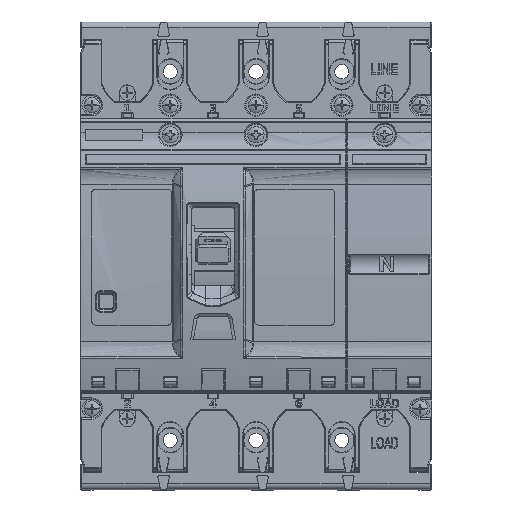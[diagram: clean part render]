
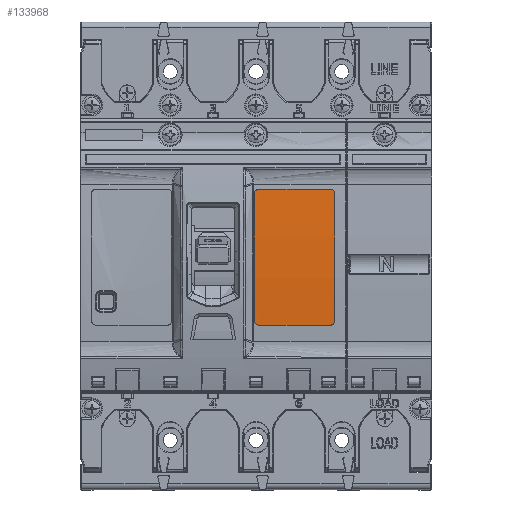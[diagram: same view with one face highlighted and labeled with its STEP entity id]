
A CAD part, top view. The second image highlights one B-rep face of the part: STEP entity #133968.
In plain terms, the highlighted cylindrical face has radius 381.945 mm (diameter 763.891 mm), a partial arc.
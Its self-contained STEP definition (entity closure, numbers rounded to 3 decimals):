
#1499 = B_SPLINE_CURVE_WITH_KNOTS ( 'NONE', 3,
 ( #206466, #128555, #62785, #22279, #249462, #230542, #27649, #226605, #24989, #231886 ),
 .UNSPECIFIED., .F., .F.,
 ( 4, 2, 2, 2, 4 ),
 ( 0., 0.25, 0.5, 0.75, 1. ),
 .UNSPECIFIED. ) ;
#1920 = VECTOR ( 'NONE', #234368, 1000. ) ;
#14131 = CARTESIAN_POINT ( 'NONE',  ( 78.683, 105.05, 15.674 ) ) ;
#18721 = CARTESIAN_POINT ( 'NONE',  ( -43.499, 85.011, -365.746 ) ) ;
#20701 = DIRECTION ( 'NONE',  ( -1., 0., 0. ) ) ;
#20773 = DIRECTION ( 'NONE',  ( 0., 0.049, 0.999 ) ) ;
#22047 = DIRECTION ( 'NONE',  ( 0., -0.068, 0.998 ) ) ;
#22279 = CARTESIAN_POINT ( 'NONE',  ( 61.192, 104.86, 15.683 ) ) ;
#24968 = CARTESIAN_POINT ( 'NONE',  ( 87.249, 105.05, 15.674 ) ) ;
#24989 = CARTESIAN_POINT ( 'NONE',  ( 60.45, 103.749, 15.74 ) ) ;
#26176 = LINE ( 'NONE', #147275, #1920 ) ;
#27649 = CARTESIAN_POINT ( 'NONE',  ( 60.64, 104.308, 15.712 ) ) ;
#29101 = CARTESIAN_POINT ( 'NONE',  ( 87.05, 57.55, 15.211 ) ) ;
#30242 = VERTEX_POINT ( 'NONE', #219023 ) ;
#35203 = VERTEX_POINT ( 'NONE', #145449 ) ;
#38399 = CARTESIAN_POINT ( 'NONE',  ( 61.95, 57.55, 15.211 ) ) ;
#42285 = CARTESIAN_POINT ( 'NONE',  ( 88.551, 85.011, -365.746 ) ) ;
#43878 = CARTESIAN_POINT ( 'NONE',  ( 87.05, 105.05, 15.674 ) ) ;
#45170 = CARTESIAN_POINT ( 'NONE',  ( 88.512, 103.941, 15.73 ) ) ;
#45211 = CIRCLE ( 'NONE', #221037, 381.945 ) ;
#47541 = ORIENTED_EDGE ( 'NONE', *, *, #150948, .T. ) ;
#48160 = CARTESIAN_POINT ( 'NONE',  ( 60.45, 103.55, 15.749 ) ) ;
#53855 = FACE_OUTER_BOUND ( 'NONE', #244951, .T. ) ;
#54394 = EDGE_CURVE ( 'NONE', #183973, #30242, #26176, .T. ) ;
#55939 = CARTESIAN_POINT ( 'NONE',  ( 61.56, 57.588, 15.214 ) ) ;
#57098 = CARTESIAN_POINT ( 'NONE',  ( 88.55, 103.55, 15.749 ) ) ;
#57230 = CARTESIAN_POINT ( 'NONE',  ( 70.317, 105.05, 15.674 ) ) ;
#59946 = CARTESIAN_POINT ( 'NONE',  ( 61.03, 57.848, 15.233 ) ) ;
#62785 = CARTESIAN_POINT ( 'NONE',  ( 61.56, 105.012, 15.676 ) ) ;
#68026 = CARTESIAN_POINT ( 'NONE',  ( 87.05, 105.05, 15.674 ) ) ;
#73412 = CARTESIAN_POINT ( 'NONE',  ( 87.97, 57.849, 15.233 ) ) ;
#76054 = CARTESIAN_POINT ( 'NONE',  ( 60.488, 58.659, 15.289 ) ) ;
#86950 = CARTESIAN_POINT ( 'NONE',  ( 87.05, 57.55, 15.211 ) ) ;
#90248 = VERTEX_POINT ( 'NONE', #43878 ) ;
#93456 = ORIENTED_EDGE ( 'NONE', *, *, #221812, .T. ) ;
#93496 = ORIENTED_EDGE ( 'NONE', *, *, #162887, .F. ) ;
#96228 = CARTESIAN_POINT ( 'NONE',  ( 60.749, 58.129, 15.252 ) ) ;
#103469 = DIRECTION ( 'NONE',  ( 1., 0., 0. ) ) ;
#108305 = EDGE_CURVE ( 'NONE', #35203, #30242, #263733, .T. ) ;
#108329 = CARTESIAN_POINT ( 'NONE',  ( 87.97, 104.751, 15.689 ) ) ;
#110857 = AXIS2_PLACEMENT_3D ( 'NONE', #18721, #103469, #225774 ) ;
#111126 = CARTESIAN_POINT ( 'NONE',  ( 88.55, 58.851, 15.303 ) ) ;
#114418 = VERTEX_POINT ( 'NONE', #57098 ) ;
#115110 = CARTESIAN_POINT ( 'NONE',  ( 87.05, 105.05, 15.674 ) ) ;
#115403 = ORIENTED_EDGE ( 'NONE', *, *, #229711, .T. ) ;
#118059 = B_SPLINE_CURVE_WITH_KNOTS ( 'NONE', 3,
 ( #261498, #57230, #14131, #115110 ),
 .UNSPECIFIED., .F., .F.,
 ( 4, 4 ),
 ( 0., 1. ),
 .UNSPECIFIED. ) ;
#118163 = EDGE_CURVE ( 'NONE', #152821, #231813, #1499, .T. ) ;
#122236 = B_SPLINE_CURVE_WITH_KNOTS ( 'NONE', 3,
 ( #29101, #152831, #217174, #176992, #73412, #156761, #256203, #258822, #111126, #214541 ),
 .UNSPECIFIED., .F., .F.,
 ( 4, 2, 2, 2, 4 ),
 ( 0., 0.25, 0.5, 0.75, 1. ),
 .UNSPECIFIED. ) ;
#123054 = DIRECTION ( 'NONE',  ( 1., 0., 0. ) ) ;
#127190 = CARTESIAN_POINT ( 'NONE',  ( 87.807, 104.86, 15.684 ) ) ;
#128555 = CARTESIAN_POINT ( 'NONE',  ( 61.751, 105.05, 15.674 ) ) ;
#130110 = CARTESIAN_POINT ( 'NONE',  ( 61.95, 105.05, 15.673 ) ) ;
#132478 = ORIENTED_EDGE ( 'NONE', *, *, #108305, .T. ) ;
#133968 = ADVANCED_FACE ( 'NONE', ( #53855 ), #139882, .T. ) ;
#134464 = EDGE_CURVE ( 'NONE', #183973, #187549, #122236, .T. ) ;
#137885 = B_SPLINE_CURVE_WITH_KNOTS ( 'NONE', 3,
 ( #151352, #229223, #45170, #233152, #190372, #108329, #127190, #170218, #24968, #68026 ),
 .UNSPECIFIED., .F., .F.,
 ( 4, 2, 2, 2, 4 ),
 ( 0., 0.25, 0.5, 0.75, 1. ),
 .UNSPECIFIED. ) ;
#139882 = CYLINDRICAL_SURFACE ( 'NONE', #110857, 381.945 ) ;
#145449 = CARTESIAN_POINT ( 'NONE',  ( 60.45, 59.05, 15.316 ) ) ;
#147275 = CARTESIAN_POINT ( 'NONE',  ( 87.05, 57.55, 15.211 ) ) ;
#150220 = AXIS2_PLACEMENT_3D ( 'NONE', #204994, #123054, #20773 ) ;
#150948 = EDGE_CURVE ( 'NONE', #231813, #35203, #235813, .T. ) ;
#151352 = CARTESIAN_POINT ( 'NONE',  ( 88.55, 103.55, 15.749 ) ) ;
#152821 = VERTEX_POINT ( 'NONE', #130110 ) ;
#152831 = CARTESIAN_POINT ( 'NONE',  ( 87.249, 57.55, 15.211 ) ) ;
#156761 = CARTESIAN_POINT ( 'NONE',  ( 88.251, 58.129, 15.253 ) ) ;
#160779 = CARTESIAN_POINT ( 'NONE',  ( 60.45, 59.05, 15.316 ) ) ;
#162887 = EDGE_CURVE ( 'NONE', #152821, #90248, #118059, .T. ) ;
#170218 = CARTESIAN_POINT ( 'NONE',  ( 87.44, 105.012, 15.676 ) ) ;
#176992 = CARTESIAN_POINT ( 'NONE',  ( 87.807, 57.74, 15.225 ) ) ;
#183973 = VERTEX_POINT ( 'NONE', #86950 ) ;
#187549 = VERTEX_POINT ( 'NONE', #198478 ) ;
#190372 = CARTESIAN_POINT ( 'NONE',  ( 88.25, 104.471, 15.704 ) ) ;
#198478 = CARTESIAN_POINT ( 'NONE',  ( 88.55, 59.05, 15.316 ) ) ;
#204994 = CARTESIAN_POINT ( 'NONE',  ( 60.451, 85.011, -365.746 ) ) ;
#206466 = CARTESIAN_POINT ( 'NONE',  ( 61.95, 105.05, 15.673 ) ) ;
#214541 = CARTESIAN_POINT ( 'NONE',  ( 88.55, 59.05, 15.316 ) ) ;
#217174 = CARTESIAN_POINT ( 'NONE',  ( 87.44, 57.588, 15.214 ) ) ;
#219023 = CARTESIAN_POINT ( 'NONE',  ( 61.95, 57.55, 15.211 ) ) ;
#220344 = ORIENTED_EDGE ( 'NONE', *, *, #134464, .T. ) ;
#221037 = AXIS2_PLACEMENT_3D ( 'NONE', #42285, #20701, #22047 ) ;
#221149 = CARTESIAN_POINT ( 'NONE',  ( 60.64, 58.292, 15.264 ) ) ;
#221812 = EDGE_CURVE ( 'NONE', #114418, #90248, #137885, .T. ) ;
#222480 = CARTESIAN_POINT ( 'NONE',  ( 61.751, 57.55, 15.211 ) ) ;
#225774 = DIRECTION ( 'NONE',  ( 0., 0., -1. ) ) ;
#226605 = CARTESIAN_POINT ( 'NONE',  ( 60.488, 103.941, 15.73 ) ) ;
#229223 = CARTESIAN_POINT ( 'NONE',  ( 88.55, 103.749, 15.74 ) ) ;
#229711 = EDGE_CURVE ( 'NONE', #187549, #114418, #45211, .T. ) ;
#230542 = CARTESIAN_POINT ( 'NONE',  ( 60.749, 104.47, 15.704 ) ) ;
#231813 = VERTEX_POINT ( 'NONE', #48160 ) ;
#231886 = CARTESIAN_POINT ( 'NONE',  ( 60.45, 103.55, 15.749 ) ) ;
#233152 = CARTESIAN_POINT ( 'NONE',  ( 88.359, 104.308, 15.712 ) ) ;
#234368 = DIRECTION ( 'NONE',  ( -1., 0., 0. ) ) ;
#235813 = CIRCLE ( 'NONE', #150220, 381.945 ) ;
#238710 = CARTESIAN_POINT ( 'NONE',  ( 60.45, 58.851, 15.303 ) ) ;
#240765 = ORIENTED_EDGE ( 'NONE', *, *, #118163, .T. ) ;
#244951 = EDGE_LOOP ( 'NONE', ( #220344, #115403, #93456, #93496, #240765, #47541, #132478, #258802 ) ) ;
#249462 = CARTESIAN_POINT ( 'NONE',  ( 61.03, 104.751, 15.689 ) ) ;
#256203 = CARTESIAN_POINT ( 'NONE',  ( 88.359, 58.292, 15.264 ) ) ;
#258802 = ORIENTED_EDGE ( 'NONE', *, *, #54394, .F. ) ;
#258822 = CARTESIAN_POINT ( 'NONE',  ( 88.512, 58.659, 15.29 ) ) ;
#261498 = CARTESIAN_POINT ( 'NONE',  ( 61.95, 105.05, 15.673 ) ) ;
#261534 = CARTESIAN_POINT ( 'NONE',  ( 61.194, 57.74, 15.225 ) ) ;
#263733 = B_SPLINE_CURVE_WITH_KNOTS ( 'NONE', 3,
 ( #160779, #238710, #76054, #221149, #96228, #59946, #261534, #55939, #222480, #38399 ),
 .UNSPECIFIED., .F., .F.,
 ( 4, 2, 2, 2, 4 ),
 ( 0., 0.25, 0.5, 0.75, 1. ),
 .UNSPECIFIED. ) ;
